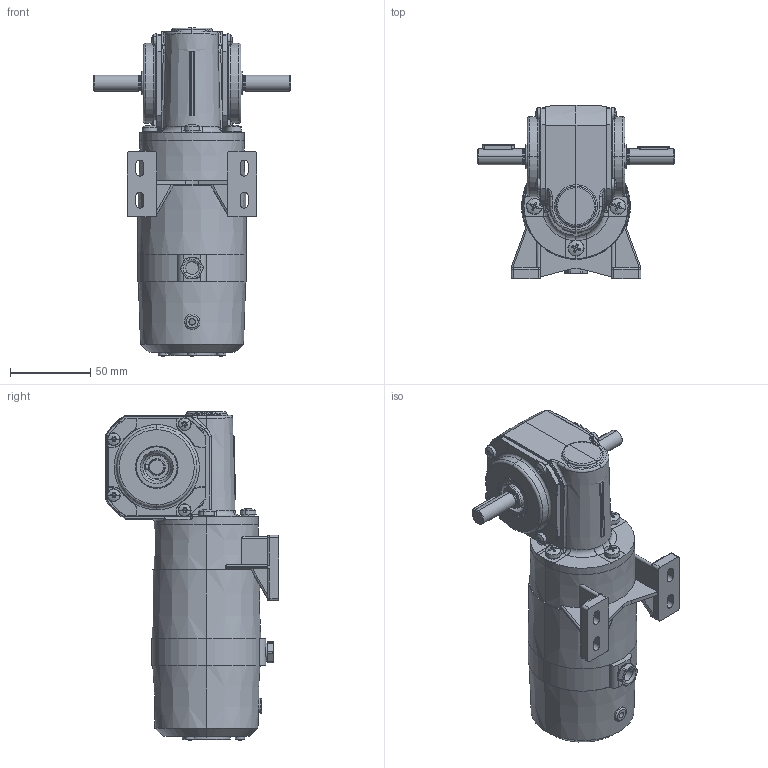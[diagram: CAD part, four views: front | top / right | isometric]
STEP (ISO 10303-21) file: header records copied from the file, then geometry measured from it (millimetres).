
FILE_DESCRIPTION (( 'STEP AP203' ), '1' );
FILE_NAME ('Motor PM1 60-30 mit Fuß und KT3, mit Getriebe VE31-D-B-2.STEP', '2013-08-20T08:14:22', ( 'kob' ), ( 'Microsoft' ), 'SwSTEP 2.0', 'SolidWorks 2012', '' );
FILE_SCHEMA (( 'CONFIG_CONTROL_DESIGN' ));
Length unit declared in the file: millimetre
Products named in the file (1): Motor PM1 60-30 mit Fuß und KT3, mit Getriebe VE31-D-B-2
Bounding box: 123 x 108 x 204.87 mm (x, y, z)
Volume: 362447.9 mm3; surface area: 230427.6 mm2
Topology: 55 solids, 57 shells, 2783 faces, 6835 edges, 4125 vertices
Faces by surface type: plane 1028, cylinder 934, cone 332, torus 307, bspline 106, sphere 76
Entity records: 88408 total; most frequent: CARTESIAN_POINT 23090, DIRECTION 14200, ORIENTED_EDGE 13448, EDGE_CURVE 6724, AXIS2_PLACEMENT_3D 5612, VERTEX_POINT 4125, EDGE_LOOP 3005, LINE 2976
